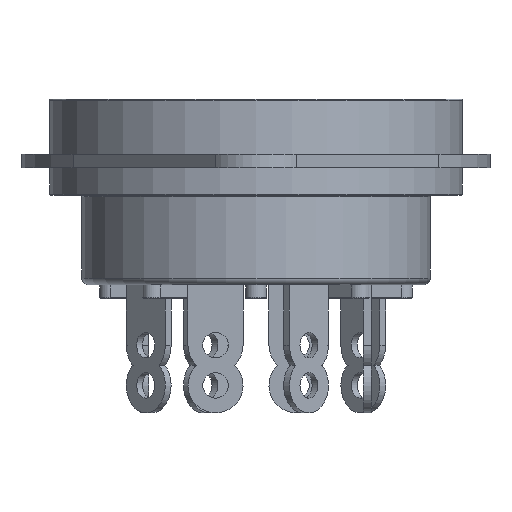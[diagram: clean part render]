
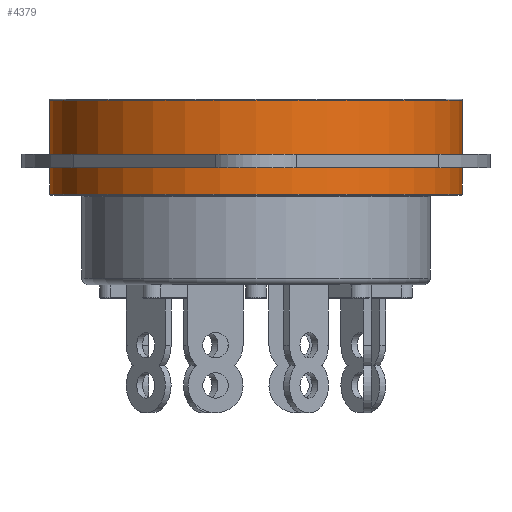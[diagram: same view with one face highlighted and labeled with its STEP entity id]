
A CAD part, front view. The second image highlights one B-rep face of the part: STEP entity #4379.
In plain terms, the highlighted cylindrical face has radius 15 mm (diameter 30 mm), a full revolution.
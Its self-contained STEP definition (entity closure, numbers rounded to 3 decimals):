
#151=CYLINDRICAL_SURFACE('',#4799,15.);
#363=CIRCLE('',#4791,15.);
#366=CIRCLE('',#4795,15.);
#367=CIRCLE('',#4796,15.);
#577=FACE_OUTER_BOUND('',#850,.T.);
#850=EDGE_LOOP('',(#3533,#3534,#3535,#3536,#3537));
#1257=LINE('',#7245,#1669);
#1669=VECTOR('',#5800,15.);
#2111=VERTEX_POINT('',#7230);
#2113=VERTEX_POINT('',#7236);
#2114=VERTEX_POINT('',#7238);
#2653=EDGE_CURVE('',#2111,#2111,#363,.T.);
#2656=EDGE_CURVE('',#2113,#2114,#366,.T.);
#2657=EDGE_CURVE('',#2114,#2113,#367,.T.);
#2659=EDGE_CURVE('',#2114,#2111,#1257,.T.);
#3533=ORIENTED_EDGE('',*,*,#2657,.F.);
#3534=ORIENTED_EDGE('',*,*,#2659,.T.);
#3535=ORIENTED_EDGE('',*,*,#2653,.F.);
#3536=ORIENTED_EDGE('',*,*,#2659,.F.);
#3537=ORIENTED_EDGE('',*,*,#2656,.F.);
#4379=ADVANCED_FACE('',(#577),#151,.T.);
#4791=AXIS2_PLACEMENT_3D('',#7232,#5782,#5783);
#4795=AXIS2_PLACEMENT_3D('',#7239,#5790,#5791);
#4796=AXIS2_PLACEMENT_3D('',#7240,#5792,#5793);
#4799=AXIS2_PLACEMENT_3D('',#7244,#5798,#5799);
#5782=DIRECTION('center_axis',(0.,0.,1.));
#5783=DIRECTION('ref_axis',(-1.,0.,0.));
#5790=DIRECTION('center_axis',(0.,0.,-1.));
#5791=DIRECTION('ref_axis',(1.,0.,0.));
#5792=DIRECTION('center_axis',(0.,0.,-1.));
#5793=DIRECTION('ref_axis',(1.,0.,0.));
#5798=DIRECTION('center_axis',(0.,0.,-1.));
#5799=DIRECTION('ref_axis',(1.,0.,0.));
#5800=DIRECTION('',(0.,0.,1.));
#7230=CARTESIAN_POINT('',(-15.,0.,3.9));
#7232=CARTESIAN_POINT('Origin',(0.,0.,3.9));
#7236=CARTESIAN_POINT('',(15.,0.,-2.9));
#7238=CARTESIAN_POINT('',(-15.,0.,-2.9));
#7239=CARTESIAN_POINT('Origin',(0.,0.,-2.9));
#7240=CARTESIAN_POINT('Origin',(0.,0.,-2.9));
#7244=CARTESIAN_POINT('Origin',(0.,0.,-1.));
#7245=CARTESIAN_POINT('',(-15.,0.,-1.));
